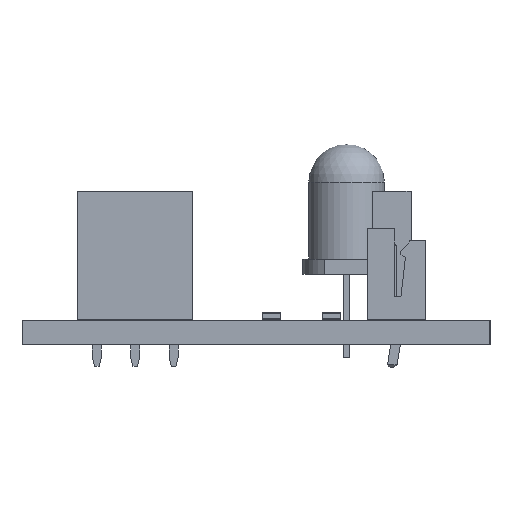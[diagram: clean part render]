
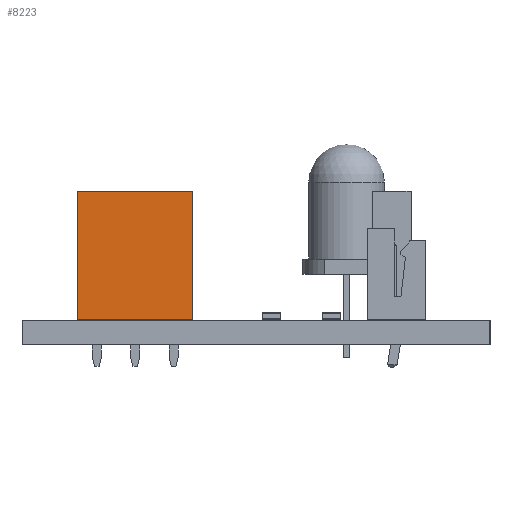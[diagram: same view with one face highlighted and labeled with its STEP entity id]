
A CAD part, left-side view. The second image highlights one B-rep face of the part: STEP entity #8223.
In plain terms, the highlighted planar face has unit normal (-1, 0, 0).
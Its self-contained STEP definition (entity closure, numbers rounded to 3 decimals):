
#7700 = VERTEX_POINT('',#7701);
#7701 = CARTESIAN_POINT('',(-1.27,-6.35,0.));
#7709 = EDGE_CURVE('',#7700,#7710,#7712,.T.);
#7710 = VERTEX_POINT('',#7711);
#7711 = CARTESIAN_POINT('',(-1.27,-6.35,8.5));
#7712 = LINE('',#7713,#7714);
#7713 = CARTESIAN_POINT('',(-1.27,-6.35,0.));
#7714 = VECTOR('',#7715,1.);
#7715 = DIRECTION('',(0.,0.,1.));
#7772 = VERTEX_POINT('',#7773);
#7773 = CARTESIAN_POINT('',(-1.27,1.27,8.5));
#7779 = EDGE_CURVE('',#7780,#7772,#7782,.T.);
#7780 = VERTEX_POINT('',#7781);
#7781 = CARTESIAN_POINT('',(-1.27,1.27,0.));
#7782 = LINE('',#7783,#7784);
#7783 = CARTESIAN_POINT('',(-1.27,1.27,0.));
#7784 = VECTOR('',#7785,1.);
#7785 = DIRECTION('',(0.,0.,1.));
#7844 = EDGE_CURVE('',#7772,#7710,#7845,.T.);
#7845 = LINE('',#7846,#7847);
#7846 = CARTESIAN_POINT('',(-1.27,1.27,8.5));
#7847 = VECTOR('',#7848,1.);
#7848 = DIRECTION('',(0.,-1.,0.));
#7969 = EDGE_CURVE('',#7780,#7700,#7970,.T.);
#7970 = LINE('',#7971,#7972);
#7971 = CARTESIAN_POINT('',(-1.27,1.27,0.));
#7972 = VECTOR('',#7973,1.);
#7973 = DIRECTION('',(0.,-1.,0.));
#8223 = ADVANCED_FACE('',(#8224),#8230,.F.);
#8224 = FACE_BOUND('',#8225,.F.);
#8225 = EDGE_LOOP('',(#8226,#8227,#8228,#8229));
#8226 = ORIENTED_EDGE('',*,*,#7779,.T.);
#8227 = ORIENTED_EDGE('',*,*,#7844,.T.);
#8228 = ORIENTED_EDGE('',*,*,#7709,.F.);
#8229 = ORIENTED_EDGE('',*,*,#7969,.F.);
#8230 = PLANE('',#8231);
#8231 = AXIS2_PLACEMENT_3D('',#8232,#8233,#8234);
#8232 = CARTESIAN_POINT('',(-1.27,1.27,0.));
#8233 = DIRECTION('',(1.,0.,0.));
#8234 = DIRECTION('',(0.,-1.,0.));
